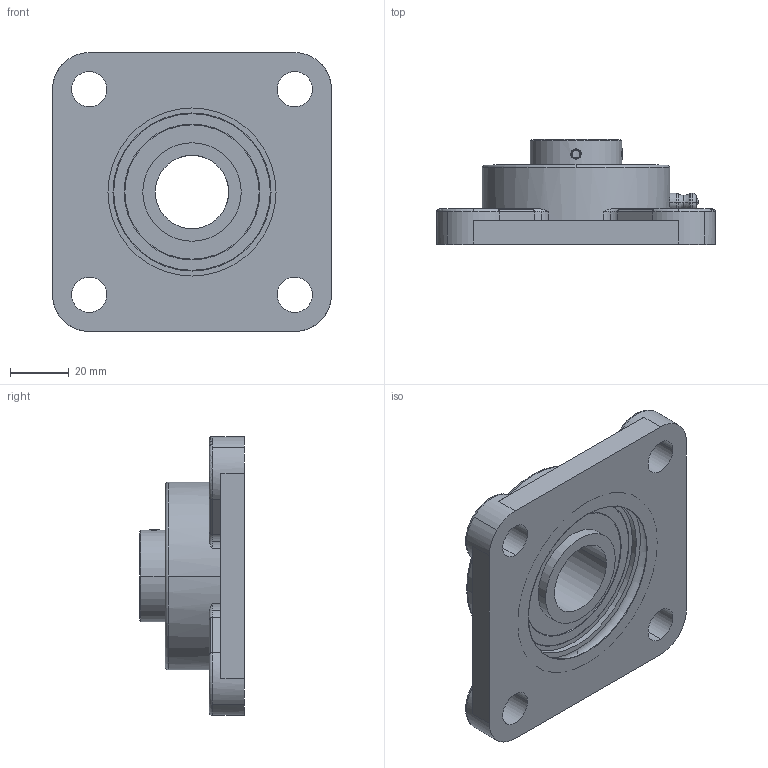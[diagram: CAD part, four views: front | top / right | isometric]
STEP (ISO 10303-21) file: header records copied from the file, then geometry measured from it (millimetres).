
FILE_DESCRIPTION (( 'STEP AP214' ), '1' );
FILE_NAME ('UCF205 (BLACK).STEP', '2023-02-10T16:19:11', ( '' ), ( '' ), 'SwSTEP 2.0', 'SolidWorks 2021', '' );
FILE_SCHEMA (( 'AUTOMOTIVE_DESIGN' ));
Length unit declared in the file: millimetre
Products named in the file (1): UCF205 (BLACK)
Bounding box: 95 x 35.7 x 95 mm (x, y, z)
Volume: 100880.9 mm3; surface area: 34587.3 mm2
Topology: 2 solids, 2 shells, 257 faces, 662 edges, 427 vertices
Faces by surface type: cylinder 90, plane 73, bspline 44, torus 32, cone 14, sphere 4
Entity records: 12152 total; most frequent: CARTESIAN_POINT 3169, ORIENTED_EDGE 1302, DIRECTION 1230, EDGE_CURVE 651, AXIS2_PLACEMENT_3D 479, VERTEX_POINT 420, EDGE_LOOP 293, LINE 272
